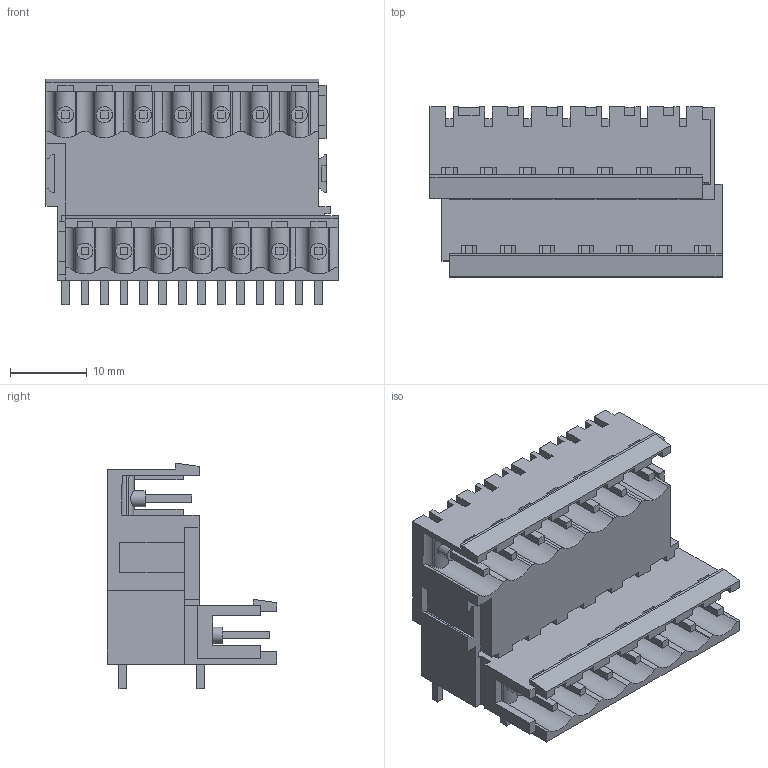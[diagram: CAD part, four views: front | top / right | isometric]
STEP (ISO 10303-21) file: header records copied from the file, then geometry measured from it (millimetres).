
FILE_DESCRIPTION(('CATIA V5R22 STEP214','CAx-IF Rec.Pracs.--- Model Styling and Organization---1.4--- 2014-01-23'),'2;1');
FILE_NAME ('D1454934_1_1725220000_1725220000.stp','2023-03-17T12:51:40+00:00',('none'),('Weidmueller'),'CATIA Version 5-6 Release 2016 SP3 HF44','CATIA V5 STEP AP214','none');
FILE_SCHEMA(('AUTOMOTIVE_DESIGN { 1 0 10303 214 1 1 1 1 }'));
Length unit declared in the file: millimetre
Products named in the file (1): 1725220000
Bounding box: 38.1 x 22.16 x 29.41 mm (x, y, z)
Volume: 8336.8 mm3; surface area: 9999 mm2
Topology: 15 solids, 15 shells, 575 faces, 1822 edges, 1236 vertices
Faces by surface type: plane 473, cylinder 102
Entity records: 20138 total; most frequent: CARTESIAN_POINT 4960, ORIENTED_EDGE 3644, DIRECTION 2397, EDGE_CURVE 1822, VECTOR 1514, LINE 1514, VERTEX_POINT 1236, EDGE_LOOP 604
